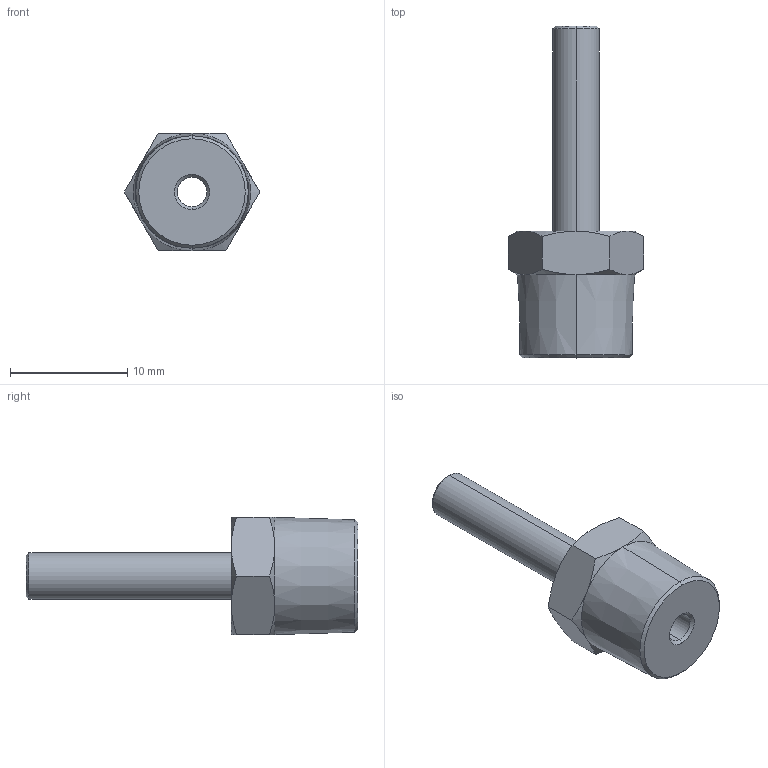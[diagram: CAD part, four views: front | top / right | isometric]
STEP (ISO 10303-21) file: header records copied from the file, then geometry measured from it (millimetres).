
FILE_DESCRIPTION (( 'STEP AP214' ), '1' );
FILE_NAME ('KQ2N04-01AS.step.step', '2016-02-18T13:20:36', ( 'Windows User' ), ( '' ), 'SwSTEP 2.0', 'SolidWorks 2016', '' );
FILE_SCHEMA (( 'AUTOMOTIVE_DESIGN' ));
Length unit declared in the file: millimetre
Products named in the file (2): KQ2N04-01AS.step_KQ2N_04-01; KQ2N04-01AS.step
Assembly tree (1 placements, depth 2):
  KQ2N04-01AS.step
    KQ2N04-01AS.step_KQ2N_04-01
Bounding box: 11.55 x 28.3 x 10 mm (x, y, z)
Volume: 931.4 mm3; surface area: 928.9 mm2
Topology: 1 solids, 1 shells, 35 faces, 74 edges, 42 vertices
Faces by surface type: cone 22, plane 9, cylinder 4
Entity records: 1394 total; most frequent: CARTESIAN_POINT 275, DIRECTION 158, ORIENTED_EDGE 148, EDGE_CURVE 74, AXIS2_PLACEMENT_3D 69, VERTEX_POINT 42, EDGE_LOOP 38, ADVANCED_FACE 35
